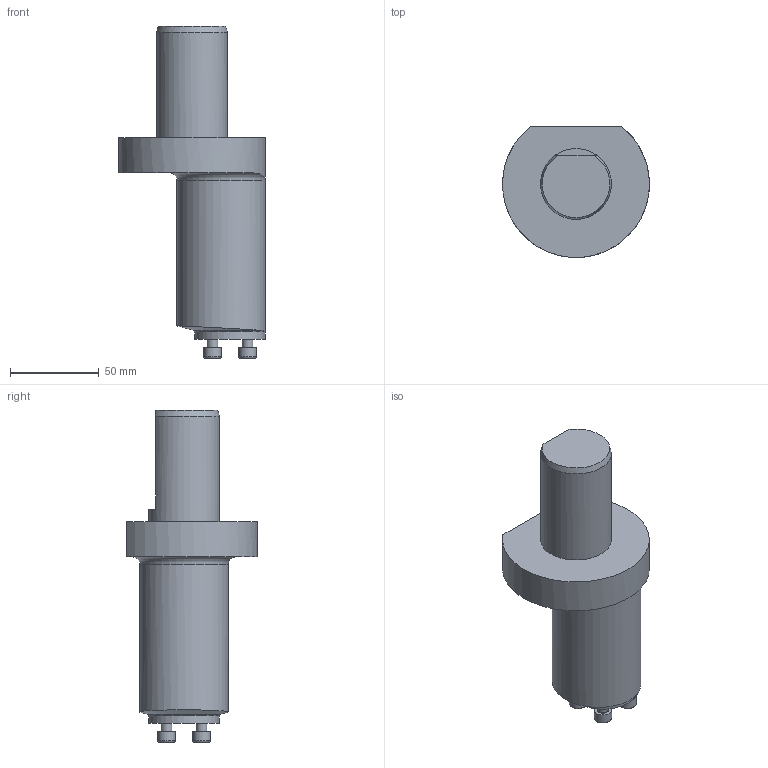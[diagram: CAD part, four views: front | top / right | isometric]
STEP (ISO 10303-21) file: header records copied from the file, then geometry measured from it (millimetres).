
FILE_DESCRIPTION(/* description */ (''),/* implementation_level */ '2;1');
FILE_NAME(/* name */ 'toolcomp_1.stp',/* time_stamp */ '2019-08-14T14:47:19+02:00',/* author */ (''),/* organization */ ('SMS'),/* preprocessor_version */ 'ST-DEVELOPER v15',/* originating_system */ 'SIEMENS PLM Software NX 8.5',/* authorisation */ '');
FILE_SCHEMA (('AUTOMOTIVE_DESIGN { 1 0 10303 214 3 1 1 1 }'));
Length unit declared in the file: millimetre
Products named in the file (1): TOOLCOMP_1
Bounding box: 82.98 x 73.97 x 187.53 mm (x, y, z)
Volume: 360047.5 mm3; surface area: 38880.1 mm2
Topology: 1 solids, 1 shells, 115 faces, 227 edges, 125 vertices
Faces by surface type: plane 63, cone 30, cylinder 12, torus 10
Full cylindrical faces by diameter (mm): 6 x4, 10 x4, 39.992 x1, 40 x1, 50 x1
Entity records: 2801 total; most frequent: CARTESIAN_POINT 545, DIRECTION 486, ORIENTED_EDGE 390, AXIS2_PLACEMENT_3D 203, EDGE_CURVE 195, EDGE_LOOP 147, VERTEX_POINT 118, ADVANCED_FACE 115
